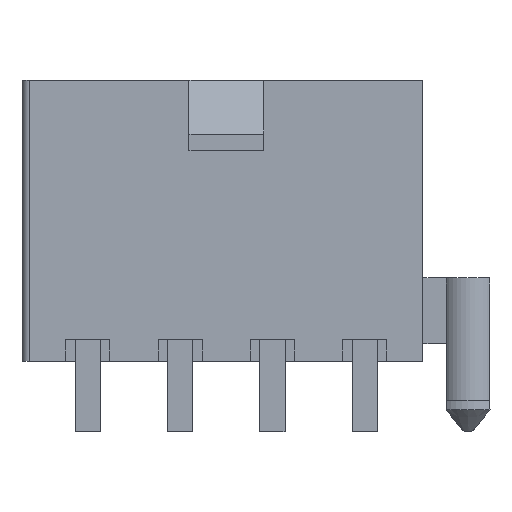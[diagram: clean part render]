
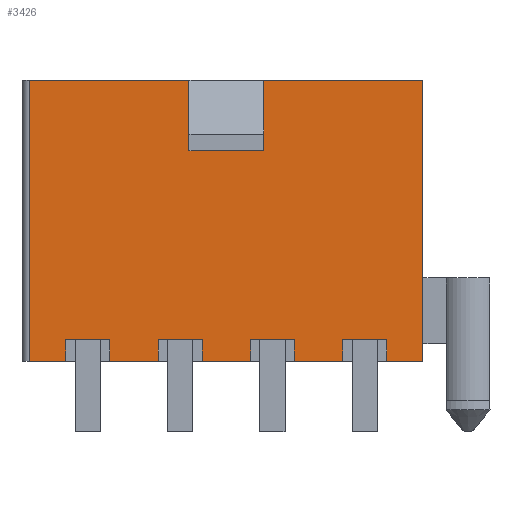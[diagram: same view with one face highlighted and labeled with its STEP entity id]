
A CAD part, front view. The second image highlights one B-rep face of the part: STEP entity #3426.
In plain terms, the highlighted planar face has unit normal (0, -1, 0).
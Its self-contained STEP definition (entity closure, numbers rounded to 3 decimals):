
#10=DIRECTION('',(1.,0.,0.));
#11=VECTOR('',#10,2.2);
#12=CARTESIAN_POINT('',(3.1,-4.8,-12.8));
#13=LINE('',#12,#11);
#22=DIRECTION('',(1.,0.,0.));
#23=VECTOR('',#22,2.2);
#24=CARTESIAN_POINT('',(-5.3,-4.8,-12.8));
#25=LINE('',#24,#23);
#58=DIRECTION('',(1.,0.,0.));
#59=VECTOR('',#58,2.2);
#60=CARTESIAN_POINT('',(-1.1,-4.8,-12.8));
#61=LINE('',#60,#59);
#111=DIRECTION('',(1.,0.,0.));
#112=VECTOR('',#111,1.65);
#113=CARTESIAN_POINT('',(-8.95,-4.8,-12.8));
#114=LINE('',#113,#112);
#143=DIRECTION('',(1.,0.,0.));
#144=VECTOR('',#143,1.65);
#145=CARTESIAN_POINT('',(7.3,-4.8,-12.8));
#146=LINE('',#145,#144);
#463=DIRECTION('',(0.,0.,-1.));
#464=VECTOR('',#463,3.2);
#465=CARTESIAN_POINT('',(-1.7,-4.8,0.));
#466=LINE('',#465,#464);
#467=DIRECTION('',(1.,0.,0.));
#468=VECTOR('',#467,3.4);
#469=CARTESIAN_POINT('',(-1.7,-4.8,-3.2));
#470=LINE('',#469,#468);
#471=DIRECTION('',(0.,0.,-1.));
#472=VECTOR('',#471,3.2);
#473=CARTESIAN_POINT('',(1.7,-4.8,0.));
#474=LINE('',#473,#472);
#475=DIRECTION('',(0.,0.,1.));
#476=VECTOR('',#475,1.);
#477=CARTESIAN_POINT('',(7.3,-4.8,-12.8));
#478=LINE('',#477,#476);
#479=DIRECTION('',(1.,0.,0.));
#480=VECTOR('',#479,2.);
#481=CARTESIAN_POINT('',(5.3,-4.8,-11.8));
#482=LINE('',#481,#480);
#483=DIRECTION('',(0.,0.,1.));
#484=VECTOR('',#483,1.);
#485=CARTESIAN_POINT('',(5.3,-4.8,-12.8));
#486=LINE('',#485,#484);
#487=DIRECTION('',(0.,0.,1.));
#488=VECTOR('',#487,1.);
#489=CARTESIAN_POINT('',(3.1,-4.8,-12.8));
#490=LINE('',#489,#488);
#491=DIRECTION('',(1.,0.,0.));
#492=VECTOR('',#491,2.);
#493=CARTESIAN_POINT('',(1.1,-4.8,-11.8));
#494=LINE('',#493,#492);
#495=DIRECTION('',(0.,0.,1.));
#496=VECTOR('',#495,1.);
#497=CARTESIAN_POINT('',(1.1,-4.8,-12.8));
#498=LINE('',#497,#496);
#499=DIRECTION('',(0.,0.,1.));
#500=VECTOR('',#499,1.);
#501=CARTESIAN_POINT('',(-1.1,-4.8,-12.8));
#502=LINE('',#501,#500);
#503=DIRECTION('',(1.,0.,0.));
#504=VECTOR('',#503,2.);
#505=CARTESIAN_POINT('',(-3.1,-4.8,-11.8));
#506=LINE('',#505,#504);
#507=DIRECTION('',(0.,0.,1.));
#508=VECTOR('',#507,1.);
#509=CARTESIAN_POINT('',(-3.1,-4.8,-12.8));
#510=LINE('',#509,#508);
#511=DIRECTION('',(0.,0.,1.));
#512=VECTOR('',#511,1.);
#513=CARTESIAN_POINT('',(-5.3,-4.8,-12.8));
#514=LINE('',#513,#512);
#515=DIRECTION('',(1.,0.,0.));
#516=VECTOR('',#515,2.);
#517=CARTESIAN_POINT('',(-7.3,-4.8,-11.8));
#518=LINE('',#517,#516);
#519=DIRECTION('',(0.,0.,1.));
#520=VECTOR('',#519,1.);
#521=CARTESIAN_POINT('',(-7.3,-4.8,-12.8));
#522=LINE('',#521,#520);
#523=DIRECTION('',(0.,0.,1.));
#524=VECTOR('',#523,12.8);
#525=CARTESIAN_POINT('',(-8.95,-4.8,-12.8));
#526=LINE('',#525,#524);
#688=DIRECTION('',(1.,0.,0.));
#689=VECTOR('',#688,7.25);
#690=CARTESIAN_POINT('',(1.7,-4.8,0.));
#691=LINE('',#690,#689);
#696=DIRECTION('',(1.,0.,0.));
#697=VECTOR('',#696,7.25);
#698=CARTESIAN_POINT('',(-8.95,-4.8,0.));
#699=LINE('',#698,#697);
#1548=DIRECTION('',(0.,0.,1.));
#1549=VECTOR('',#1548,12.8);
#1550=CARTESIAN_POINT('',(8.95,-4.8,-12.8));
#1551=LINE('',#1550,#1549);
#2228=CARTESIAN_POINT('',(8.95,-4.8,-12.8));
#2230=VERTEX_POINT('',#2228);
#2232=CARTESIAN_POINT('',(8.95,-4.8,0.));
#2234=VERTEX_POINT('',#2232);
#2240=CARTESIAN_POINT('',(-8.95,-4.8,-12.8));
#2241=CARTESIAN_POINT('',(-8.95,-4.8,0.));
#2242=VERTEX_POINT('',#2240);
#2243=VERTEX_POINT('',#2241);
#2332=CARTESIAN_POINT('',(-7.3,-4.8,-11.8));
#2333=CARTESIAN_POINT('',(-5.3,-4.8,-11.8));
#2334=VERTEX_POINT('',#2332);
#2335=VERTEX_POINT('',#2333);
#2336=CARTESIAN_POINT('',(-7.3,-4.8,-12.8));
#2337=VERTEX_POINT('',#2336);
#2338=CARTESIAN_POINT('',(-5.3,-4.8,-12.8));
#2339=VERTEX_POINT('',#2338);
#2420=CARTESIAN_POINT('',(-1.7,-4.8,0.));
#2421=CARTESIAN_POINT('',(1.7,-4.8,0.));
#2422=VERTEX_POINT('',#2420);
#2423=VERTEX_POINT('',#2421);
#2424=CARTESIAN_POINT('',(-1.7,-4.8,-3.2));
#2425=VERTEX_POINT('',#2424);
#2426=CARTESIAN_POINT('',(1.7,-4.8,-3.2));
#2427=VERTEX_POINT('',#2426);
#2484=CARTESIAN_POINT('',(-3.1,-4.8,-11.8));
#2485=CARTESIAN_POINT('',(-1.1,-4.8,-11.8));
#2486=VERTEX_POINT('',#2484);
#2487=VERTEX_POINT('',#2485);
#2488=CARTESIAN_POINT('',(-3.1,-4.8,-12.8));
#2489=VERTEX_POINT('',#2488);
#2490=CARTESIAN_POINT('',(-1.1,-4.8,-12.8));
#2491=VERTEX_POINT('',#2490);
#2664=CARTESIAN_POINT('',(1.1,-4.8,-11.8));
#2665=CARTESIAN_POINT('',(3.1,-4.8,-11.8));
#2666=VERTEX_POINT('',#2664);
#2667=VERTEX_POINT('',#2665);
#2668=CARTESIAN_POINT('',(1.1,-4.8,-12.8));
#2669=VERTEX_POINT('',#2668);
#2670=CARTESIAN_POINT('',(3.1,-4.8,-12.8));
#2671=VERTEX_POINT('',#2670);
#2680=CARTESIAN_POINT('',(5.3,-4.8,-11.8));
#2681=CARTESIAN_POINT('',(7.3,-4.8,-11.8));
#2682=VERTEX_POINT('',#2680);
#2683=VERTEX_POINT('',#2681);
#2684=CARTESIAN_POINT('',(5.3,-4.8,-12.8));
#2685=VERTEX_POINT('',#2684);
#2686=CARTESIAN_POINT('',(7.3,-4.8,-12.8));
#2687=VERTEX_POINT('',#2686);
#3381=CARTESIAN_POINT('',(-8.95,-4.8,-12.8));
#3382=DIRECTION('',(0.,-1.,0.));
#3383=DIRECTION('',(1.,0.,0.));
#3384=AXIS2_PLACEMENT_3D('',#3381,#3382,#3383);
#3385=PLANE('',#3384);
#3387=ORIENTED_EDGE('',*,*,#3386,.T.);
#3389=ORIENTED_EDGE('',*,*,#3388,.T.);
#3391=ORIENTED_EDGE('',*,*,#3390,.F.);
#3393=ORIENTED_EDGE('',*,*,#3392,.T.);
#3395=ORIENTED_EDGE('',*,*,#3394,.F.);
#3396=ORIENTED_EDGE('',*,*,#3059,.F.);
#3398=ORIENTED_EDGE('',*,*,#3397,.T.);
#3399=ORIENTED_EDGE('',*,*,#3222,.F.);
#3401=ORIENTED_EDGE('',*,*,#3400,.F.);
#3402=ORIENTED_EDGE('',*,*,#2945,.F.);
#3404=ORIENTED_EDGE('',*,*,#3403,.T.);
#3405=ORIENTED_EDGE('',*,*,#3215,.F.);
#3407=ORIENTED_EDGE('',*,*,#3406,.F.);
#3408=ORIENTED_EDGE('',*,*,#2993,.F.);
#3410=ORIENTED_EDGE('',*,*,#3409,.T.);
#3411=ORIENTED_EDGE('',*,*,#3208,.F.);
#3412=ORIENTED_EDGE('',*,*,#3375,.F.);
#3413=ORIENTED_EDGE('',*,*,#2959,.F.);
#3415=ORIENTED_EDGE('',*,*,#3414,.T.);
#3416=ORIENTED_EDGE('',*,*,#3233,.F.);
#3418=ORIENTED_EDGE('',*,*,#3417,.F.);
#3419=ORIENTED_EDGE('',*,*,#3043,.F.);
#3421=ORIENTED_EDGE('',*,*,#3420,.T.);
#3423=ORIENTED_EDGE('',*,*,#3422,.T.);
#3424=EDGE_LOOP('',(#3387,#3389,#3391,#3393,#3395,#3396,#3398,#3399,#3401,#3402,
#3404,#3405,#3407,#3408,#3410,#3411,#3412,#3413,#3415,#3416,#3418,#3419,#3421,
#3423));
#3425=FACE_OUTER_BOUND('',#3424,.F.);
#2945=EDGE_CURVE('',#2671,#2685,#13,.T.);
#2959=EDGE_CURVE('',#2339,#2489,#25,.T.);
#2993=EDGE_CURVE('',#2491,#2669,#61,.T.);
#3043=EDGE_CURVE('',#2242,#2337,#114,.T.);
#3059=EDGE_CURVE('',#2687,#2230,#146,.T.);
#3208=EDGE_CURVE('',#2486,#2487,#506,.T.);
#3215=EDGE_CURVE('',#2666,#2667,#494,.T.);
#3222=EDGE_CURVE('',#2682,#2683,#482,.T.);
#3233=EDGE_CURVE('',#2334,#2335,#518,.T.);
#3375=EDGE_CURVE('',#2489,#2486,#510,.T.);
#3386=EDGE_CURVE('',#2422,#2425,#466,.T.);
#3388=EDGE_CURVE('',#2425,#2427,#470,.T.);
#3390=EDGE_CURVE('',#2423,#2427,#474,.T.);
#3392=EDGE_CURVE('',#2423,#2234,#691,.T.);
#3394=EDGE_CURVE('',#2230,#2234,#1551,.T.);
#3397=EDGE_CURVE('',#2687,#2683,#478,.T.);
#3400=EDGE_CURVE('',#2685,#2682,#486,.T.);
#3403=EDGE_CURVE('',#2671,#2667,#490,.T.);
#3406=EDGE_CURVE('',#2669,#2666,#498,.T.);
#3409=EDGE_CURVE('',#2491,#2487,#502,.T.);
#3414=EDGE_CURVE('',#2339,#2335,#514,.T.);
#3417=EDGE_CURVE('',#2337,#2334,#522,.T.);
#3420=EDGE_CURVE('',#2242,#2243,#526,.T.);
#3422=EDGE_CURVE('',#2243,#2422,#699,.T.);
#3426=ADVANCED_FACE('',(#3425),#3385,.T.);
